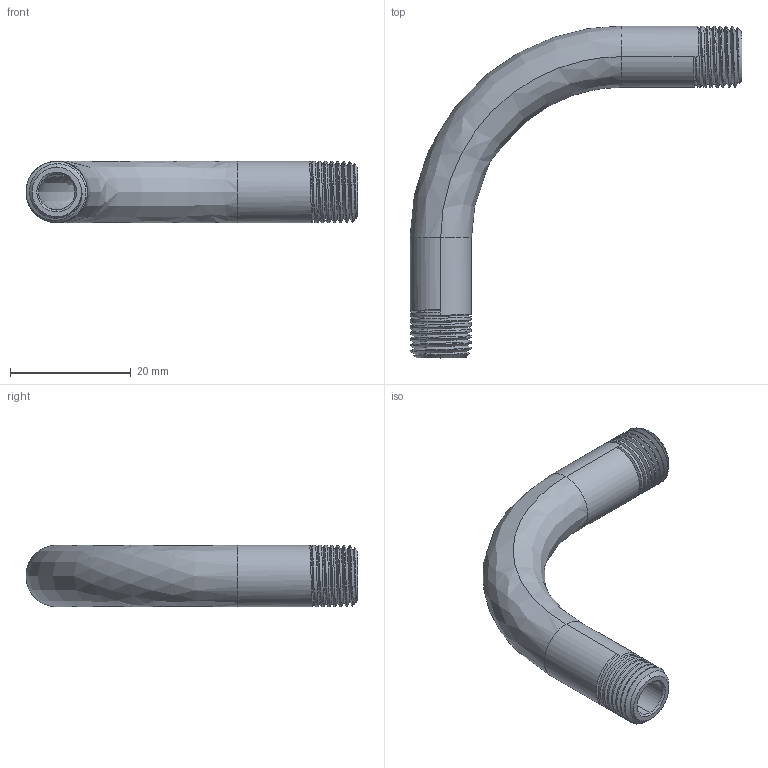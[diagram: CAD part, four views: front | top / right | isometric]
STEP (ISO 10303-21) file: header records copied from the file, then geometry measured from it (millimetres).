
FILE_DESCRIPTION (( 'STEP AP203' ), '1' );
FILE_NAME ('BEND 90¡ã 1-8.STEP', '2020-11-11T02:32:27', ( '' ), ( '' ), 'SwSTEP 2.0', 'SolidWorks 2015', '' );
FILE_SCHEMA (( 'CONFIG_CONTROL_DESIGN' ));
Length unit declared in the file: millimetre
Products named in the file (1): BEND 90∼  1-8
Bounding box: 55.1 x 55.1 x 10.2 mm (x, y, z)
Volume: 4515.4 mm3; surface area: 4820.2 mm2
Topology: 1 solids, 1 shells, 57 faces, 149 edges, 94 vertices
Faces by surface type: cylinder 34, cone 11, bspline 8, plane 4
Entity records: 6862 total; most frequent: CARTESIAN_POINT 5544, ORIENTED_EDGE 298, DIRECTION 196, EDGE_CURVE 149, VERTEX_POINT 94, B_SPLINE_CURVE_WITH_KNOTS 76, AXIS2_PLACEMENT_3D 73, EDGE_LOOP 59
